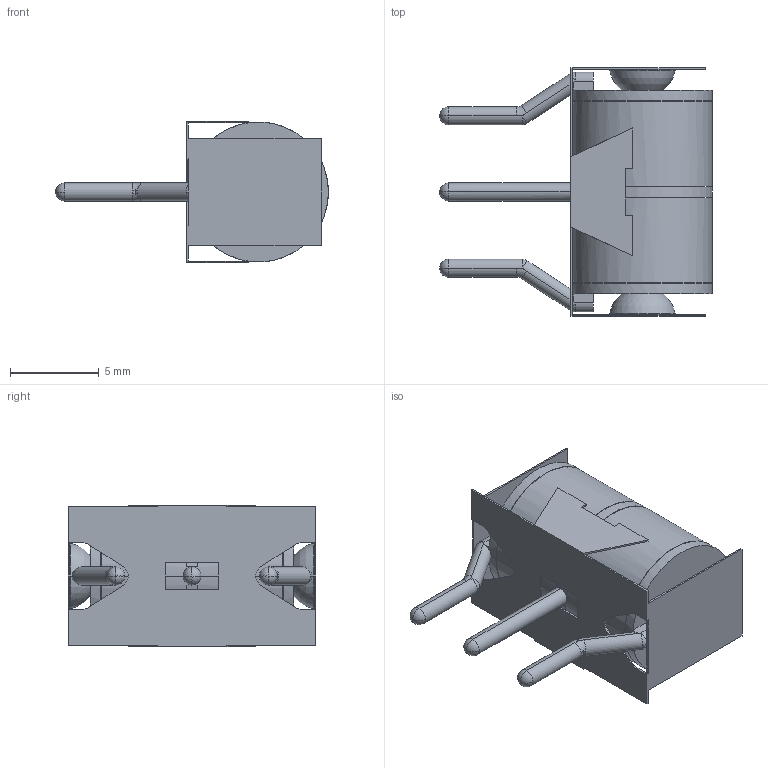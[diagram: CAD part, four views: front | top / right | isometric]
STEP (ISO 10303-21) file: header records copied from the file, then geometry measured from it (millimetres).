
FILE_DESCRIPTION((''),'2;1');
FILE_NAME('2026-33-C2M143','2012-08-03T',('ryans'),('Bourns, Inc.'),'PRO/ENGINEER BY PARAMETRIC TECHNOLOGY CORPORATION, 2010100','PRO/ENGINEER BY PARAMETRIC TECHNOLOGY CORPORATION, 2010100','');
FILE_SCHEMA(('CONFIG_CONTROL_DESIGN'));
Length unit declared in the file: millimetre
Products named in the file (1): 2026-33-C2M143
Bounding box: 15.4 x 14 x 8 mm (x, y, z)
Volume: 350.3 mm3; surface area: 1334.7 mm2
Topology: 1 solids, 4 shells, 163 faces, 417 edges, 256 vertices
Faces by surface type: plane 84, cylinder 43, sphere 28, torus 4, cone 4
Entity records: 5055 total; most frequent: CARTESIAN_POINT 1031, DIRECTION 846, ORIENTED_EDGE 818, EDGE_CURVE 409, AXIS2_PLACEMENT_3D 300, VERTEX_POINT 256, VECTOR 246, LINE 246
